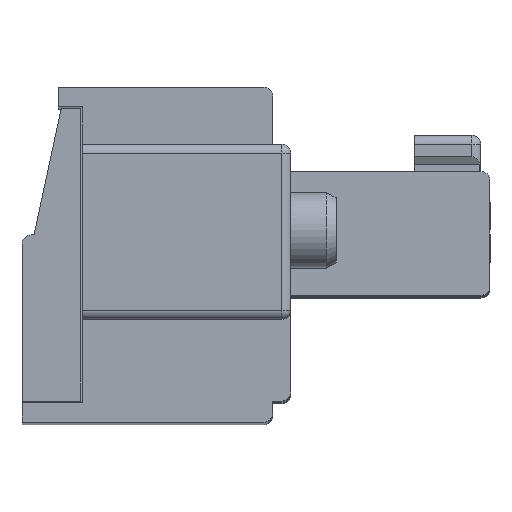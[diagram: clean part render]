
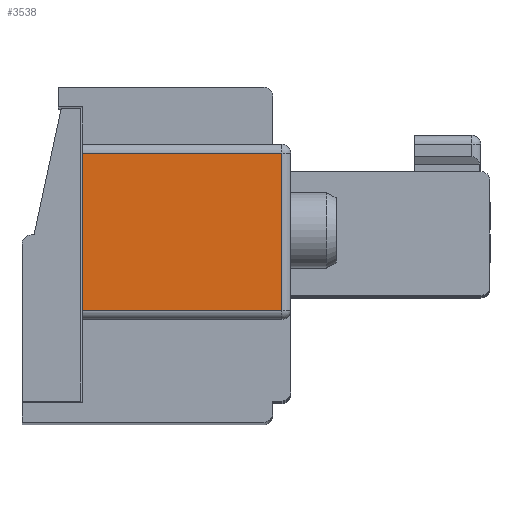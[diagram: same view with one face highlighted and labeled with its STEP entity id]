
A CAD part, top view. The second image highlights one B-rep face of the part: STEP entity #3538.
In plain terms, the highlighted planar face has unit normal (0, 0, 1).
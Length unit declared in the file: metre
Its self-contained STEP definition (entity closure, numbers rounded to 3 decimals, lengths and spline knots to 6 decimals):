
#3538=ADVANCED_FACE('',(#7282),#7283,.T.);
#7282=FACE_OUTER_BOUND('',#11047,.T.);
#7283=PLANE('',#11048);
#11047=EDGE_LOOP('',(#21609,#21610,#21611,#21612));
#11048=AXIS2_PLACEMENT_3D('',#21613,#21614,#21615);
#21609=ORIENTED_EDGE('',*,*,#25184,.T.);
#21610=ORIENTED_EDGE('',*,*,#25891,.T.);
#21611=ORIENTED_EDGE('',*,*,#25887,.T.);
#21612=ORIENTED_EDGE('',*,*,#25892,.T.);
#21613=CARTESIAN_POINT('',(0.007073,0.00941,0.049833));
#21614=DIRECTION('',(0.,0.,1.0));
#21615=DIRECTION('',(1.0,0.,0.0));
#25184=EDGE_CURVE('',#30966,#30964,#30967,.T.);
#25887=EDGE_CURVE('',#31970,#31968,#31971,.T.);
#25891=EDGE_CURVE('',#30964,#31970,#31975,.T.);
#25892=EDGE_CURVE('',#31968,#30966,#31976,.T.);
#30964=VERTEX_POINT('',#39541);
#30966=VERTEX_POINT('',#39543);
#30967=LINE('',#39544,#39545);
#31968=VERTEX_POINT('',#41013);
#31970=VERTEX_POINT('',#41015);
#31971=LINE('',#41016,#41017);
#31975=LINE('',#41021,#41022);
#31976=LINE('',#41023,#41024);
#39541=CARTESIAN_POINT('',(0.000473,0.00421,0.049833));
#39543=CARTESIAN_POINT('',(0.000473,0.00941,0.049833));
#39544=CARTESIAN_POINT('',(0.000473,0.00391,0.049833));
#39545=VECTOR('',#44514,1.0);
#41013=CARTESIAN_POINT('',(0.007073,0.00941,0.049833));
#41015=CARTESIAN_POINT('',(0.007073,0.00421,0.049833));
#41016=CARTESIAN_POINT('',(0.007073,0.00941,0.049833));
#41017=VECTOR('',#45198,1.0);
#41021=CARTESIAN_POINT('',(0.007073,0.00421,0.049833));
#41022=VECTOR('',#45202,1.0);
#41023=CARTESIAN_POINT('',(0.007073,0.00941,0.049833));
#41024=VECTOR('',#45203,1.0);
#44514=DIRECTION('',(0.,-1.0,0.));
#45198=DIRECTION('',(0.,1.0,0.));
#45202=DIRECTION('',(1.0,0.,0.));
#45203=DIRECTION('',(-1.0,0.,0.));
